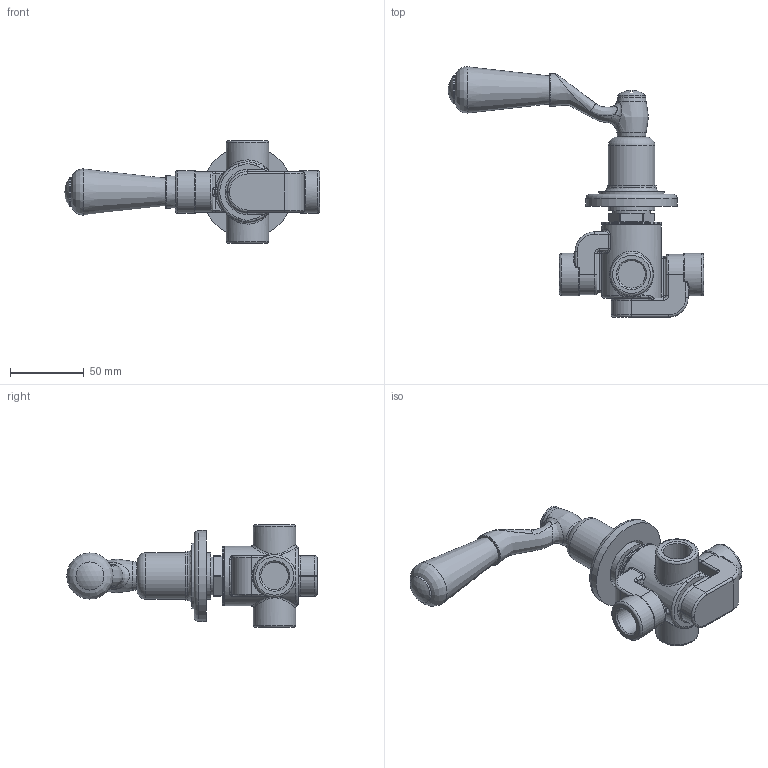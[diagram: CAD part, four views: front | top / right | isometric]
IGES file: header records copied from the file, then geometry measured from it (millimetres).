
Global section: file name: No Iges File Name specified; native system: Autodesk Inventor 2012; preprocessor: AutoDesk Inventor Iges Exporter R2012; author: adaniels; date: 20111206.090657; units: millimetre
Bounding box: 173.52 x 170.28 x 70 mm (x, y, z)
Volume: 234389.7 mm3; surface area: 65147.5 mm2
Topology: 8 solids, 8 shells, 446 faces, 1080 edges, 676 vertices
Faces by surface type: plane 209, cylinder 87, revolution 74, bspline 40, torus 28, cone 6, sphere 2
Full cylindrical faces by diameter (mm): 6.35 x1, 8.8 x1, 10 x1, 14.351 x1, 15.3 x1, 15.76 x1, 16.5 x1, 17 x1, 19.05 x2, 25.7 x1, 28.9 x2, 29 x2, 31.75 x1, 33.3 x1, 38.6 x1, 40.6 x2, 44.5 x1, 62 x1
